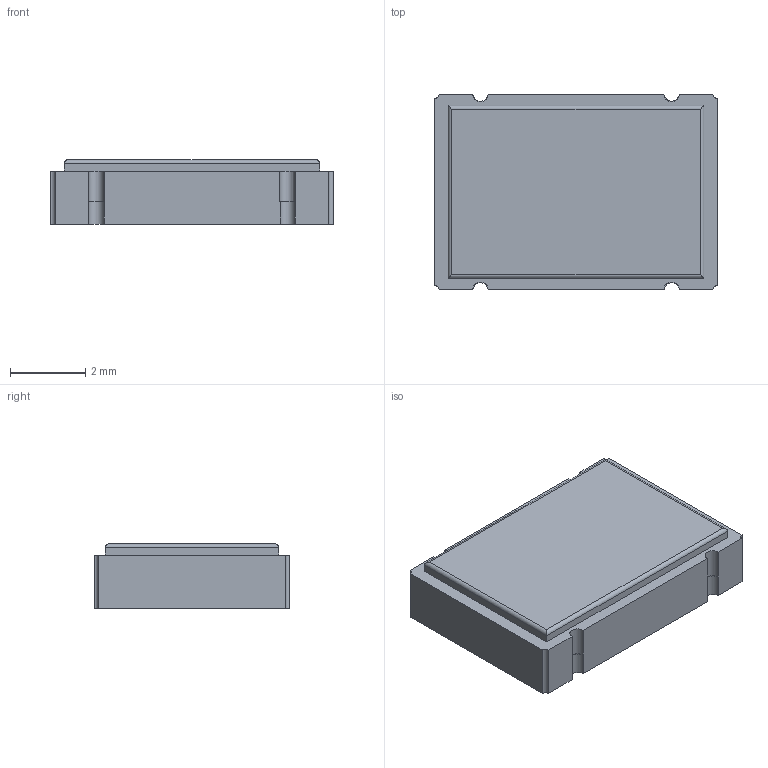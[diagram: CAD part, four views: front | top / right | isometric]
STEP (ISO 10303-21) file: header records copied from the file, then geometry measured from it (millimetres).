
FILE_DESCRIPTION(/* description */ ('Alibre Inc.'),/* implementation_level */ '2;1');
FILE_NAME(/* name */ 'export0',/* time_stamp */ '2012-11-10T12:25:14+02:00',/* author */ (''),/* organization */ (''),/* preprocessor_version */ 'ST-DEVELOPER v14',/* originating_system */ 'Alibre',/* authorisation */ '');
FILE_SCHEMA (('AUTOMOTIVE_DESIGN'));
Length unit declared in the file: centimetre
Bounding box: 7.5 x 5.2 x 1.71 mm (x, y, z)
Volume: 63.9 mm3; surface area: 120.2 mm2
Topology: 1 solids, 1 shells, 37 faces, 94 edges, 60 vertices
Faces by surface type: plane 21, cylinder 16
Entity records: 1102 total; most frequent: ORIENTED_EDGE 188, CARTESIAN_POINT 181, DIRECTION 167, EDGE_CURVE 94, AXIS2_PLACEMENT_3D 63, VERTEX_POINT 60, VECTOR 58, LINE 58
